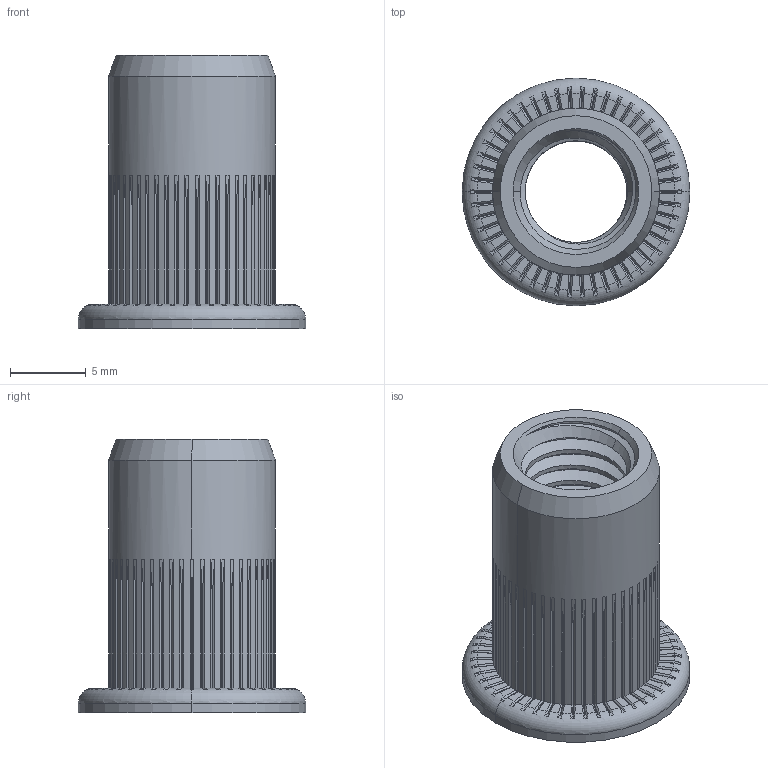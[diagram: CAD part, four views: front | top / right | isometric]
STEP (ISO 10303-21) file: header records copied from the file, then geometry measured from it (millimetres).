
FILE_DESCRIPTION (( 'STEP AP214' ), '1' );
FILE_NAME ('Âòóëî÷íàÿ ãàéêà M8x18.STEP', '2021-12-12T14:50:50', ( 'Elessar' ), ( '' ), 'SwSTEP 2.0', 'SolidWorks 2018', '' );
FILE_SCHEMA (( 'AUTOMOTIVE_DESIGN' ));
Length unit declared in the file: millimetre
Products named in the file (1): Âòóëî÷íàÿ ãàéêà M8x18
Bounding box: 15 x 15 x 18 mm (x, y, z)
Volume: 843.2 mm3; surface area: 1502 mm2
Topology: 1 solids, 1 shells, 584 faces, 1639 edges, 1058 vertices
Faces by surface type: plane 303, cylinder 121, bspline 103, cone 55, torus 2
Entity records: 25174 total; most frequent: CARTESIAN_POINT 11235, ORIENTED_EDGE 3278, DIRECTION 2485, EDGE_CURVE 1639, VERTEX_POINT 1058, AXIS2_PLACEMENT_3D 905, VECTOR 675, LINE 675
